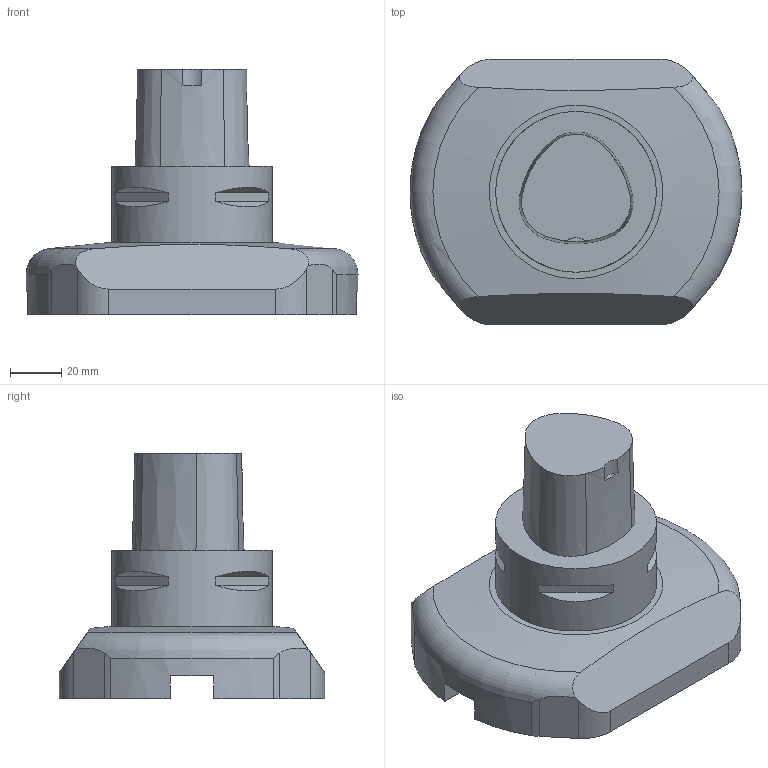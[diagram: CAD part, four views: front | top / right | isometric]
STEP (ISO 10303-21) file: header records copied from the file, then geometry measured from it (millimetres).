
FILE_DESCRIPTION(/* description */ (''),/* implementation_level */ '2;1');
FILE_NAME(/* name */ '1563183481110.stp',/* time_stamp */ '2019-07-15T11:38:06+02:00',/* author */ (''),/* organization */ ('SMS'),/* preprocessor_version */ 'ST-DEVELOPER v16.7',/* originating_system */ 'SIEMENS PLM Software NX 12.0',/* authorisation */ '');
FILE_SCHEMA (('AUTOMOTIVE_DESIGN { 1 0 10303 214 3 1 1 1 }'));
Length unit declared in the file: millimetre
Products named in the file (1): 111166484mod000_01
Bounding box: 130 x 104 x 96 mm (x, y, z)
Volume: 427015.5 mm3; surface area: 44924.6 mm2
Topology: 1 solids, 1 shells, 50 faces, 126 edges, 88 vertices
Faces by surface type: plane 29, cylinder 12, cone 7, torus 2
Full cylindrical faces by diameter (mm): 63 x1
Entity records: 1634 total; most frequent: CARTESIAN_POINT 349, DIRECTION 266, ORIENTED_EDGE 246, EDGE_CURVE 123, AXIS2_PLACEMENT_3D 104, VERTEX_POINT 83, LINE 58, VECTOR 58
